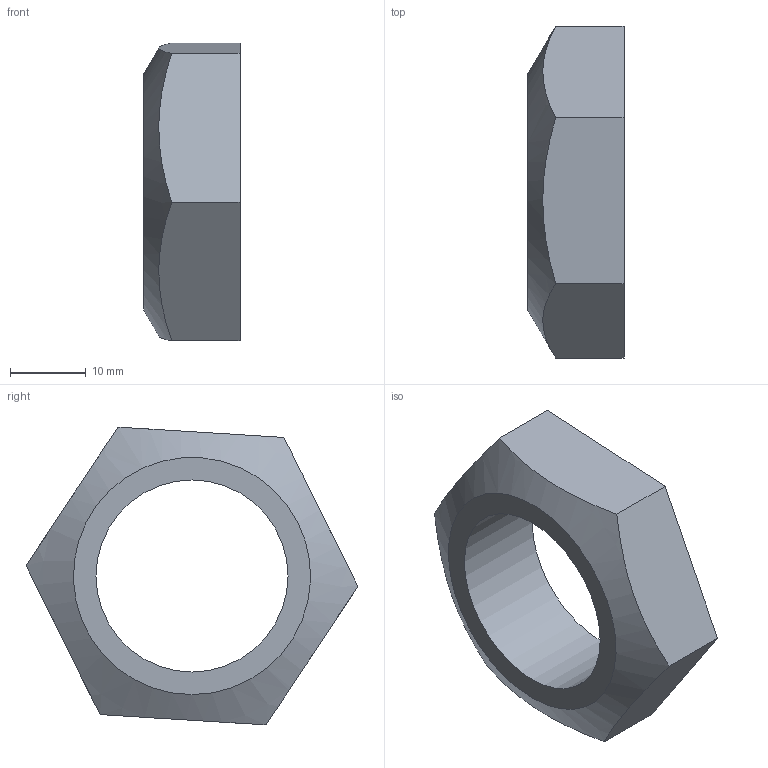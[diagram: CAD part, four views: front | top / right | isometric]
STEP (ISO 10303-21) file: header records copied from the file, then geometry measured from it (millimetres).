
FILE_DESCRIPTION( ( '' ), ' ' );
FILE_NAME( '5db2ac4f54ac4315ad318826.step', '2019-10-25T08:03:27', ( '' ), ( '' ), ' ', ' ', ' ' );
FILE_SCHEMA( ( 'AUTOMOTIVE_DESIGN { 1 0 10303 214 1 1 1 1 }' ) );
Length unit declared in the file: metre
Products named in the file (1): Part 14
Bounding box: 12.7 x 43.91 x 39.38 mm (x, y, z)
Volume: 8871.4 mm3; surface area: 3931 mm2
Topology: 1 solids, 1 shells, 10 faces, 24 edges, 16 vertices
Faces by surface type: plane 8, revolution 1, cylinder 1
Full cylindrical faces by diameter (mm): 25.4 x1
Entity records: 440 total; most frequent: CARTESIAN_POINT 127, ORIENTED_EDGE 42, DIRECTION 39, EDGE_CURVE 21, VERTEX_POINT 15, EDGE_LOOP 14, AXIS2_PLACEMENT_3D 13, FACE_OUTER_BOUND 12
